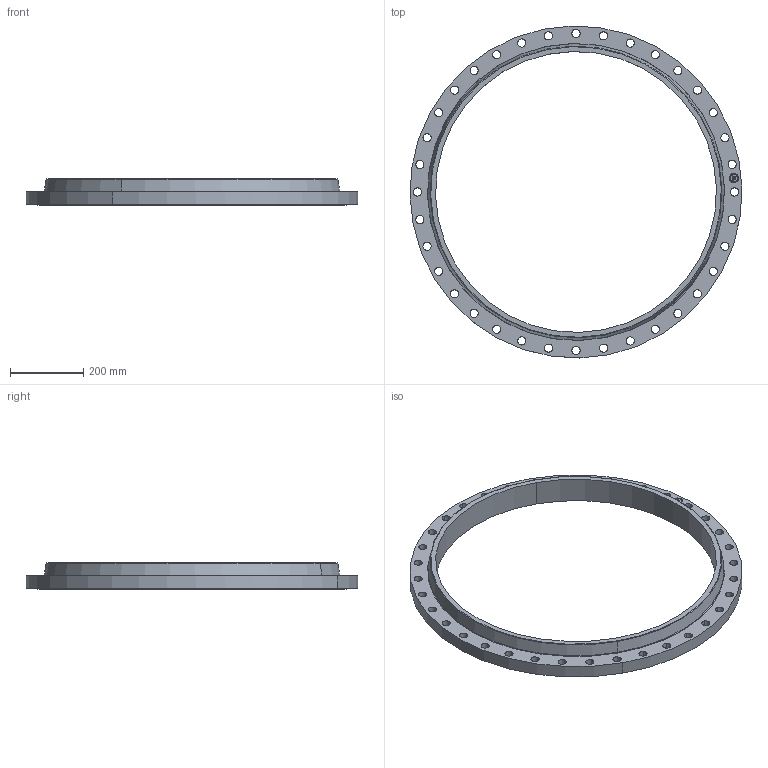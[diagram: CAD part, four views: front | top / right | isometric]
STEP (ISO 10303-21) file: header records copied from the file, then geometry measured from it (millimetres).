
FILE_DESCRIPTION(('3D STEP'),'2;1');
FILE_NAME('30-175-RF-SO-BCIS-FLANGE.stp','2013-09-15T13:14:48+00:00',('Texas Flange'),(''),'CATIA Version 5 Release 20 SP 6 (IN-10)','CATIA V5 STEP AP214','800-826-3801');
FILE_SCHEMA(('AUTOMOTIVE_DESIGN { 1 0 10303 214 1 1 1 1 }'));
Length unit declared in the file: inch
Products named in the file (1): 30-175-RF-SO-BCIS-FLANGE
Bounding box: 907.8 x 907.8 x 71.44 mm (x, y, z)
Volume: 7620762.3 mm3; surface area: 776540.4 mm2
Topology: 1 solids, 1 shells, 473 faces, 1424 edges, 936 vertices
Faces by surface type: plane 369, cylinder 98, torus 4, cone 2
Entity records: 18023 total; most frequent: ORIENTED_EDGE 2848, CARTESIAN_POINT 2758, DIRECTION 2218, EDGE_CURVE 1424, VECTOR 1144, LINE 1144, VERTEX_POINT 936, AXIS2_PLACEMENT_3D 678
